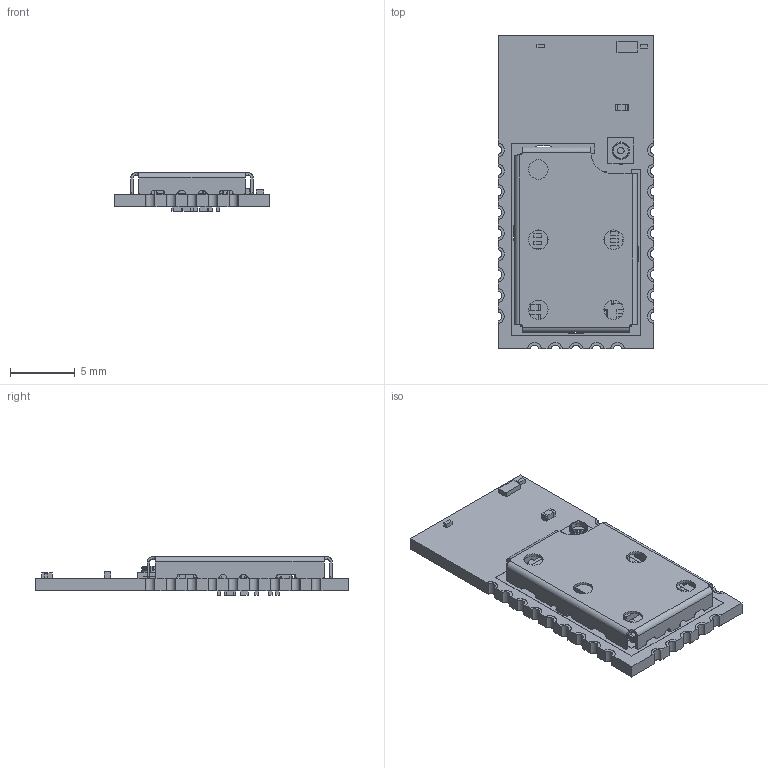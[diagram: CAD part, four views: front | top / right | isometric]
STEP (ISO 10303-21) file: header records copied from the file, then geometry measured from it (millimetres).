
FILE_DESCRIPTION (( 'STEP AP214' ), '1' );
FILE_NAME ('8DEV3201_0004-Blue_Bean_C.STEP', '2019-03-28T08:00:34', ( '' ), ( '' ), 'SwSTEP 2.0', 'SolidWorks 2018', '' );
FILE_SCHEMA (( 'AUTOMOTIVE_DESIGN' ));
Length unit declared in the file: millimetre
Products named in the file (1): 8DEV3201_0004-Blue_Bean_C
Bounding box: 12 x 24.15 x 2.97 mm (x, y, z)
Volume: 338.2 mm3; surface area: 1202.1 mm2
Topology: 87 solids, 87 shells, 1234 faces, 2880 edges, 1796 vertices
Faces by surface type: plane 812, cylinder 370, sphere 40, bspline 6, cone 6
Entity records: 36538 total; most frequent: CARTESIAN_POINT 6165, DIRECTION 5878, ORIENTED_EDGE 5680, EDGE_CURVE 2840, LINE 2236, VECTOR 2236, AXIS2_PLACEMENT_3D 1821, VERTEX_POINT 1796
